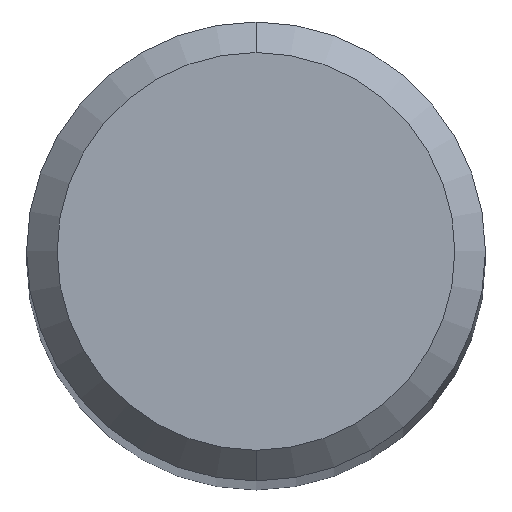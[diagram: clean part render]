
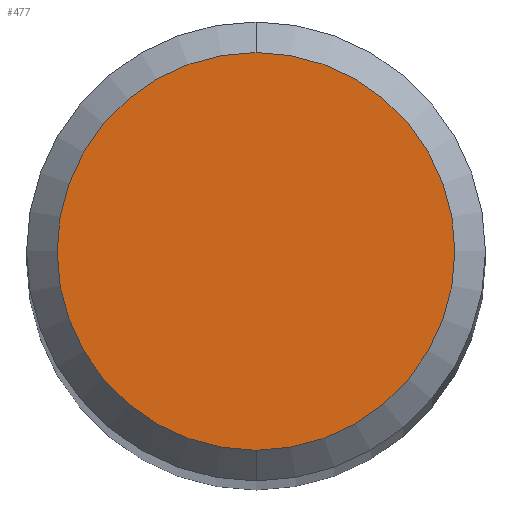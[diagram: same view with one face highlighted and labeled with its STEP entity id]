
A CAD part, top view. The second image highlights one B-rep face of the part: STEP entity #477.
In plain terms, the highlighted planar face has unit normal (0, 0, 1).
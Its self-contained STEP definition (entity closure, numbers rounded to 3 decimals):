
#477=ADVANCED_FACE('',(#1351),#1352,.T.);
#557=VERTEX_POINT('',#1443);
#653=VERTEX_POINT('',#1550);
#1021=EDGE_CURVE('',#653,#557,#1953,.T.);
#1279=EDGE_CURVE('',#557,#653,#2226,.T.);
#1351=FACE_OUTER_BOUND('',#2336,.T.);
#1352=PLANE('',#2337);
#1443=CARTESIAN_POINT('',(0.0,2.6,0.0));
#1550=CARTESIAN_POINT('',(0.,-2.6,0.0));
#1953=CIRCLE('',#7224,2.6);
#2226=CIRCLE('',#8184,2.6);
#2336=EDGE_LOOP('',(#8315,#8316));
#2337=AXIS2_PLACEMENT_3D('',#8317,#8318,#8319);
#7224=AXIS2_PLACEMENT_3D('',#9084,#9085,#9086);
#8184=AXIS2_PLACEMENT_3D('',#9347,#9348,#9349);
#8315=ORIENTED_EDGE('',*,*,#1279,.F.);
#8316=ORIENTED_EDGE('',*,*,#1021,.F.);
#8317=CARTESIAN_POINT('',(0.0,1.3,0.0));
#8318=DIRECTION('',(-0.0,0.0,1.0));
#8319=DIRECTION('',(0.0,-1.0,0.0));
#9084=CARTESIAN_POINT('',(0.0,0.0,0.0));
#9085=DIRECTION('',(0.0,0.0,-1.0));
#9086=DIRECTION('',(0.0,1.0,0.0));
#9347=CARTESIAN_POINT('',(0.0,0.0,0.0));
#9348=DIRECTION('',(0.0,0.0,-1.0));
#9349=DIRECTION('',(0.0,1.0,0.0));
